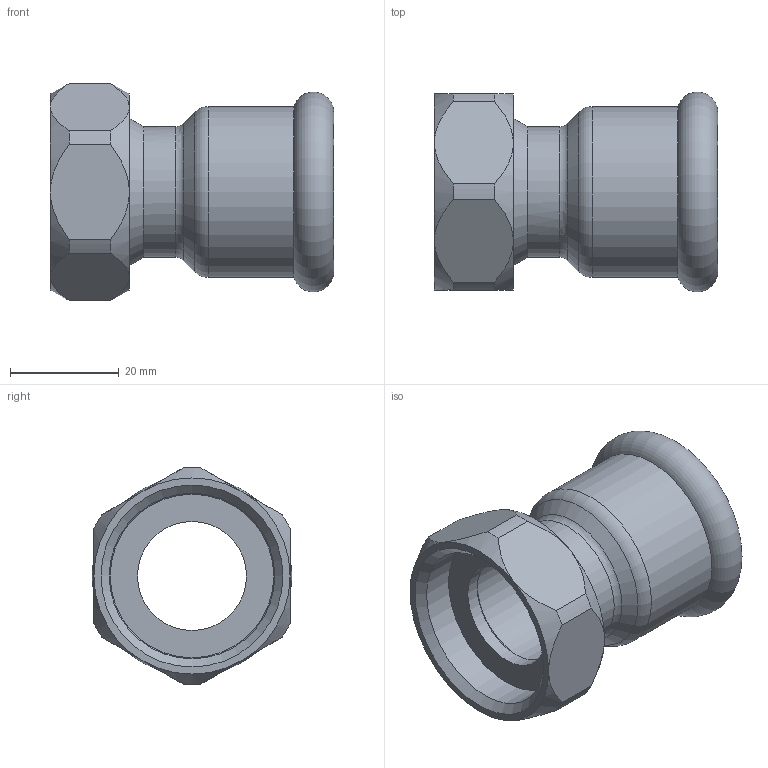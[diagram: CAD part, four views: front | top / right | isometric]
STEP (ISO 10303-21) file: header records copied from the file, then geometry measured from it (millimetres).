
FILE_DESCRIPTION(/* description */ ('MANICOTTO CON DADO 1" X De28'),/* implementation_level */ '2;1');
FILE_NAME(/* name */ '183028012_Inoxpres.stp',/* time_stamp */ '2022-10-11T11:39:12+02:00',/* author */ ('Vault'),/* organization */ ('Raccorderie metalliche s.p.a.'),/* preprocessor_version */ 'ST-DEVELOPER v18.1',/* originating_system */ 'Autodesk Inventor 2020',/* authorisation */ 'Raccorderie metalliche s.p.a.');
FILE_SCHEMA (('AUTOMOTIVE_DESIGN { 1 0 10303 214 3 1 1 }'));
Length unit declared in the file: millimetre
Products named in the file (1): 183028012_Inoxpres
Bounding box: 52 x 36.68 x 39.99 mm (x, y, z)
Volume: 14572.7 mm3; surface area: 12736.5 mm2
Topology: 1 solids, 1 shells, 62 faces, 172 edges, 117 vertices
Faces by surface type: cone 22, cylinder 18, plane 13, torus 9
Full cylindrical faces by diameter (mm): 20 x1, 21 x1, 24 x1, 27 x1, 27.5 x1, 28.4 x1, 28.8 x2, 30 x2, 30.4 x1, 31.4 x1
Entity records: 2087 total; most frequent: CARTESIAN_POINT 400, DIRECTION 388, ORIENTED_EDGE 344, AXIS2_PLACEMENT_3D 177, EDGE_CURVE 172, VERTEX_POINT 117, CIRCLE 114, EDGE_LOOP 69
